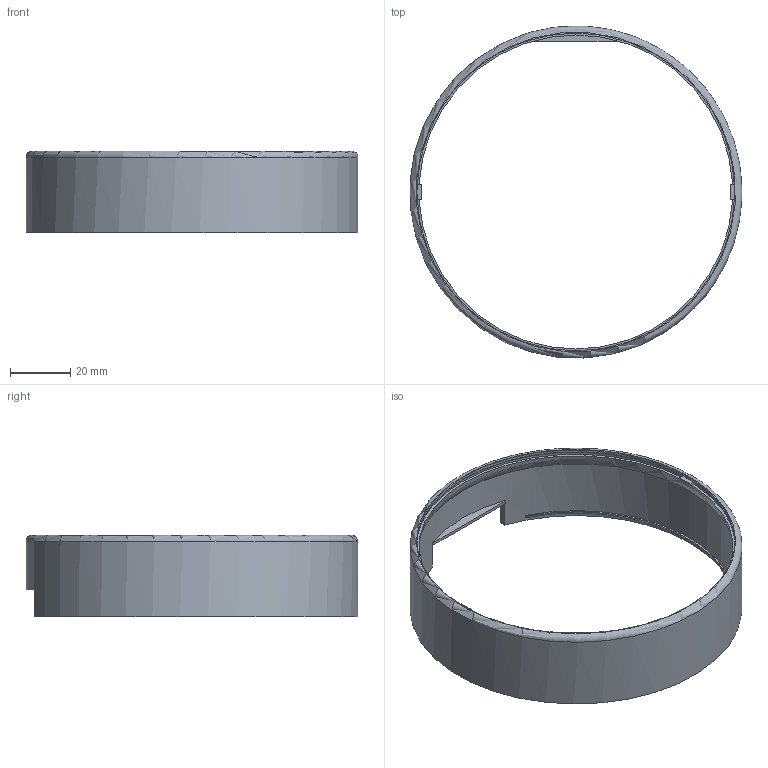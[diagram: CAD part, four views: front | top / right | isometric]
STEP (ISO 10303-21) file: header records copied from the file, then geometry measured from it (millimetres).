
FILE_DESCRIPTION(/* description */ (''),/* implementation_level */ '2;1');
FILE_NAME(/* name */ 'JB - Halo_sides.step',/* time_stamp */ '2025-11-06T17:22:30-05:00',/* author */ (''),/* organization */ (''),/* preprocessor_version */ 'ST-DEVELOPER v20.1',/* originating_system */ 'Autodesk Translation Framework v14.17.0.0',/* authorisation */ '');
FILE_SCHEMA (('AUTOMOTIVE_DESIGN { 1 0 10303 214 3 1 1 }'));
Length unit declared in the file: millimetre
Products named in the file (1): 2025-10-01-00-15-45-869
Bounding box: 109.91 x 109.94 x 27 mm (x, y, z)
Volume: 17907.6 mm3; surface area: 20405.4 mm2
Topology: 3 solids, 3 shells, 39 faces, 93 edges, 59 vertices
Faces by surface type: plane 29, cylinder 7, torus 3
Full cylindrical faces by diameter (mm): 105.3 x1, 106.2 x1, 110 x1
Entity records: 1189 total; most frequent: DIRECTION 203, CARTESIAN_POINT 202, ORIENTED_EDGE 186, EDGE_CURVE 93, AXIS2_PLACEMENT_3D 72, LINE 59, VECTOR 59, VERTEX_POINT 59
